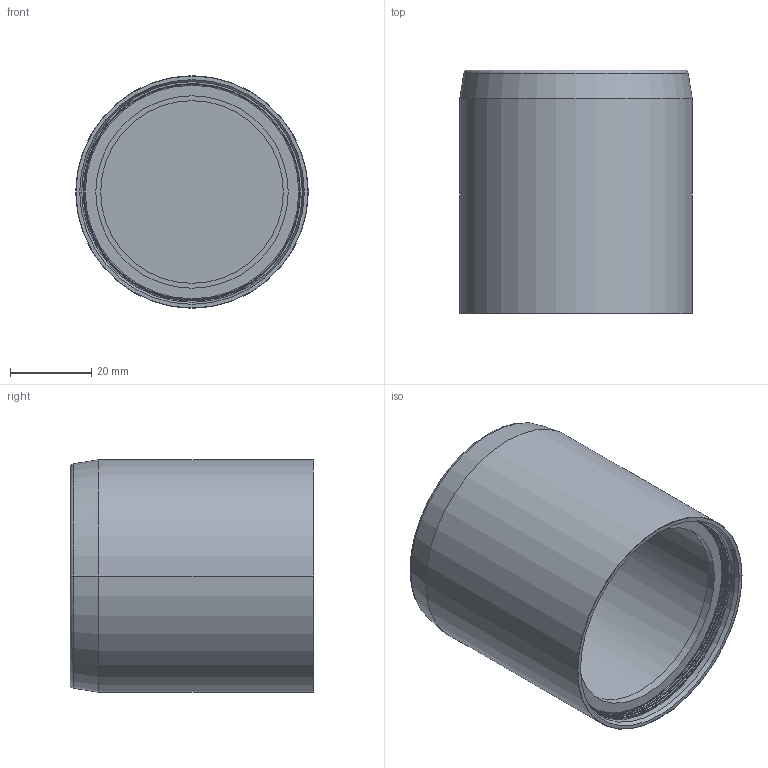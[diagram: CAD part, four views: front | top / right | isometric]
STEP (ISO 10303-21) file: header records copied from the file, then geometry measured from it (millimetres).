
FILE_DESCRIPTION((''),'2;1');
FILE_NAME('194112_ASM','2022-06-20T11:56:48',('PDMAdmin'),('BANNER ENGINEERING'),'CREO PARAMETRIC BY PTC INC, 2019292','CREO PARAMETRIC BY PTC INC, 2019292','');
FILE_SCHEMA(('CONFIG_CONTROL_DESIGN'));
Length unit declared in the file: millimetre
Products named in the file (6): 193467; 191676; 191675; 193229; 97181_ASM; 194112_ASM
Assembly tree (5 placements, depth 3):
  194112_ASM
    97181_ASM
      193467
      191676
      191675
      193229
Bounding box: 57.3 x 60 x 57.3 mm (x, y, z)
Volume: 27337.5 mm3; surface area: 29235.6 mm2
Topology: 4 solids, 4 shells, 65 faces, 147 edges, 93 vertices
Faces by surface type: cylinder 33, plane 13, bspline 9, cone 6, torus 4
Entity records: 4493 total; most frequent: CARTESIAN_POINT 2924, DIRECTION 306, ORIENTED_EDGE 294, EDGE_CURVE 147, AXIS2_PLACEMENT_3D 129, VERTEX_POINT 93, EDGE_LOOP 74, FACE_OUTER_BOUND 65
